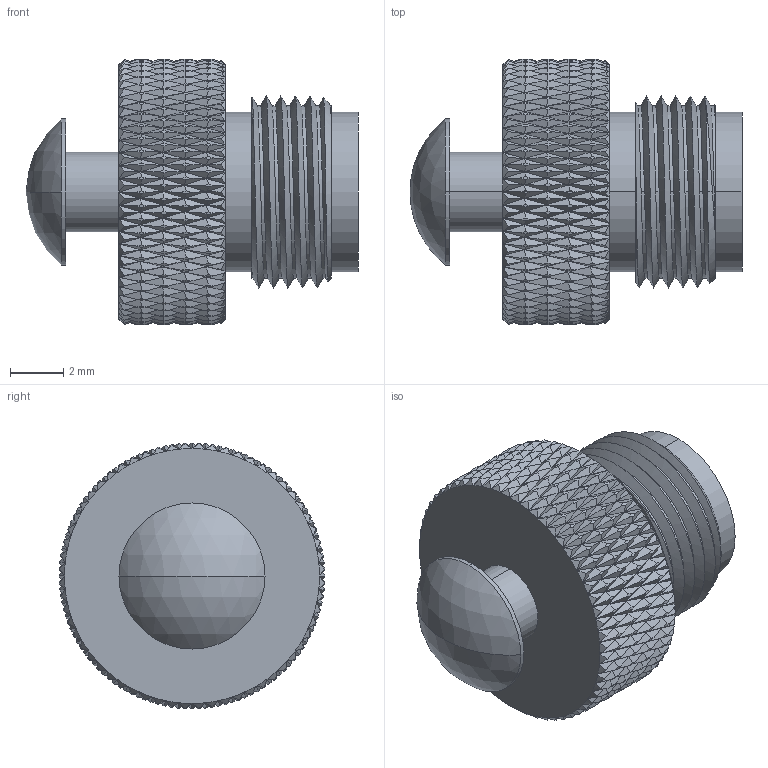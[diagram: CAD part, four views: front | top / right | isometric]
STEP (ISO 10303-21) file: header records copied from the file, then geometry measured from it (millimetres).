
FILE_DESCRIPTION (( 'STEP AP203' ), '1' );
FILE_NAME ('55-00185.STEP', '2023-02-02T23:41:54', ( '' ), ( '' ), 'SwSTEP 2.0', 'SolidWorks 2021', '' );
FILE_SCHEMA (( 'CONFIG_CONTROL_DESIGN' ));
Length unit declared in the file: millimetre
Products named in the file (2): 55-00185; 55-00180-01___
Assembly tree (1 placements, depth 2):
  55-00185
    55-00180-01___
Bounding box: 12.5 x 10 x 10 mm (x, y, z)
Volume: 411 mm3; surface area: 629 mm2
Topology: 1 solids, 1 shells, 1121 faces, 2979 edges, 1866 vertices
Faces by surface type: bspline 722, cylinder 265, cone 125, plane 7, sphere 2
Entity records: 102793 total; most frequent: CARTESIAN_POINT 83298, ORIENTED_EDGE 5958, EDGE_CURVE 2979, B_SPLINE_CURVE_WITH_KNOTS 2232, VERTEX_POINT 1866, DIRECTION 1137, EDGE_LOOP 1127, ADVANCED_FACE 1121
